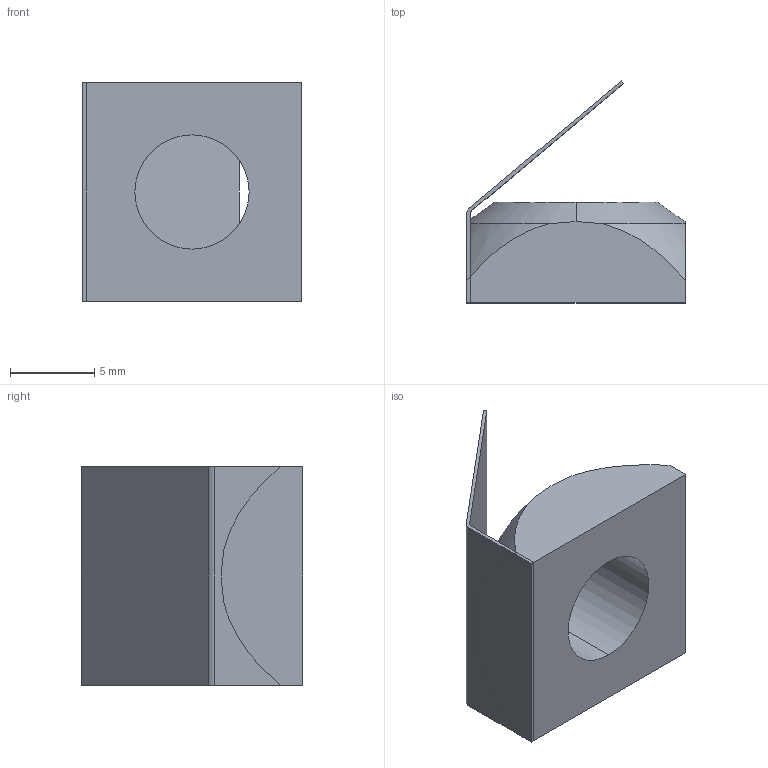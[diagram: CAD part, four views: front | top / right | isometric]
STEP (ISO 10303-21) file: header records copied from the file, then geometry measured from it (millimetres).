
FILE_DESCRIPTION (( 'STEP AP203' ), '1' );
FILE_NAME ('084.302.038.STEP', '2018-03-16T13:38:20', ( '' ), ( '' ), 'SwSTEP 2.0', 'SolidWorks 2016', '' );
FILE_SCHEMA (( 'CONFIG_CONTROL_DESIGN' ));
Length unit declared in the file: millimetre
Products named in the file (1): 084.302.038
Bounding box: 13 x 13.21 x 13 mm (x, y, z)
Volume: 731.6 mm3; surface area: 1084.5 mm2
Topology: 2 solids, 2 shells, 24 faces, 60 edges, 40 vertices
Faces by surface type: plane 14, cylinder 4, bspline 4, cone 2
Entity records: 913 total; most frequent: CARTESIAN_POINT 285, ORIENTED_EDGE 120, DIRECTION 102, EDGE_CURVE 60, VERTEX_POINT 40, AXIS2_PLACEMENT_3D 35, LINE 32, VECTOR 32
